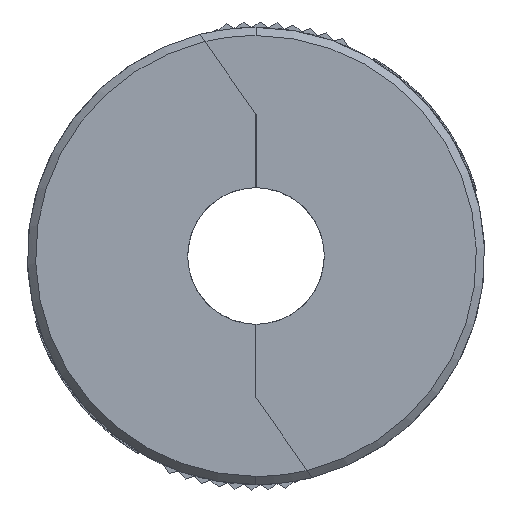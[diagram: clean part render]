
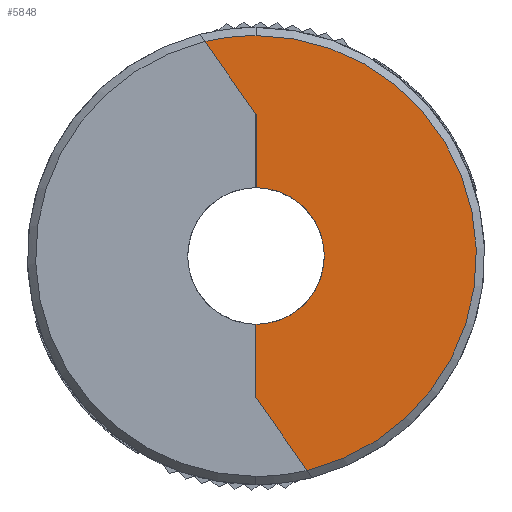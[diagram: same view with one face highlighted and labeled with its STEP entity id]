
A CAD part, left-side view. The second image highlights one B-rep face of the part: STEP entity #5848.
In plain terms, the highlighted planar face has unit normal (-1, 0, 0).
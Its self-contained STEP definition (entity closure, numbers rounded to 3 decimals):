
#1342 = CARTESIAN_POINT ( 'NONE',  ( 0., 0., -12.55 ) ) ;
#2921 = AXIS2_PLACEMENT_3D ( 'NONE', #47778, #11793, #5681 ) ;
#4336 = CARTESIAN_POINT ( 'NONE',  ( 0., 0., 26. ) ) ;
#5681 = DIRECTION ( 'NONE',  ( 0., 0., 1. ) ) ;
#5743 = DIRECTION ( 'NONE',  ( 0., 0., -1. ) ) ;
#5848 = ADVANCED_FACE ( 'NONE', ( #16242 ), #41670, .F. ) ;
#6734 = CIRCLE ( 'NONE', #64182, 40.5 ) ;
#9434 = VERTEX_POINT ( 'NONE', #1342 ) ;
#10839 = LINE ( 'NONE', #15939, #19526 ) ;
#11371 = CIRCLE ( 'NONE', #16826, 40.5 ) ;
#11793 = DIRECTION ( 'NONE',  ( 1., 0., 0. ) ) ;
#12092 = LINE ( 'NONE', #13118, #58222 ) ;
#13118 = CARTESIAN_POINT ( 'NONE',  ( 0., 0., 26. ) ) ;
#13267 = LINE ( 'NONE', #54624, #52934 ) ;
#15939 = CARTESIAN_POINT ( 'NONE',  ( 0., 0., -26. ) ) ;
#16242 = FACE_OUTER_BOUND ( 'NONE', #66490, .T. ) ;
#16826 = AXIS2_PLACEMENT_3D ( 'NONE', #31087, #46729, #26023 ) ;
#18119 = DIRECTION ( 'NONE',  ( 0., 0., 1. ) ) ;
#19526 = VECTOR ( 'NONE', #26442, 1000. ) ;
#21803 = VECTOR ( 'NONE', #5743, 1000. ) ;
#22945 = ORIENTED_EDGE ( 'NONE', *, *, #66396, .T. ) ;
#24063 = EDGE_CURVE ( 'NONE', #9434, #38143, #62703, .T. ) ;
#25060 = EDGE_CURVE ( 'NONE', #43087, #54400, #6734, .T. ) ;
#26023 = DIRECTION ( 'NONE',  ( 0., 0., 1. ) ) ;
#26442 = DIRECTION ( 'NONE',  ( 0., -0.574, -0.819 ) ) ;
#26889 = ORIENTED_EDGE ( 'NONE', *, *, #51420, .T. ) ;
#29076 = CARTESIAN_POINT ( 'NONE',  ( 0., 0., -26. ) ) ;
#30727 = ORIENTED_EDGE ( 'NONE', *, *, #25060, .T. ) ;
#31087 = CARTESIAN_POINT ( 'NONE',  ( 0., 0., 0. ) ) ;
#34368 = CARTESIAN_POINT ( 'NONE',  ( 0., 0., 0. ) ) ;
#34596 = AXIS2_PLACEMENT_3D ( 'NONE', #34368, #55044, #49995 ) ;
#36836 = ORIENTED_EDGE ( 'NONE', *, *, #24063, .F. ) ;
#38143 = VERTEX_POINT ( 'NONE', #55497 ) ;
#38990 = CARTESIAN_POINT ( 'NONE',  ( 0., -9.382, -39.398 ) ) ;
#41670 = PLANE ( 'NONE',  #2921 ) ;
#42291 = EDGE_CURVE ( 'NONE', #9434, #57021, #13267, .T. ) ;
#43087 = VERTEX_POINT ( 'NONE', #64798 ) ;
#43471 = DIRECTION ( 'NONE',  ( 0., 0., -1. ) ) ;
#43886 = CARTESIAN_POINT ( 'NONE',  ( 0., 0., 0. ) ) ;
#46729 = DIRECTION ( 'NONE',  ( -1., 0., 0. ) ) ;
#47778 = CARTESIAN_POINT ( 'NONE',  ( 0., -12.55, 0. ) ) ;
#48530 = LINE ( 'NONE', #53576, #21803 ) ;
#49995 = DIRECTION ( 'NONE',  ( 0., 0., -1. ) ) ;
#51420 = EDGE_CURVE ( 'NONE', #54400, #60485, #12092, .T. ) ;
#52934 = VECTOR ( 'NONE', #43471, 1000. ) ;
#53576 = CARTESIAN_POINT ( 'NONE',  ( 0., 0., -26. ) ) ;
#54123 = ORIENTED_EDGE ( 'NONE', *, *, #55301, .T. ) ;
#54400 = VERTEX_POINT ( 'NONE', #59954 ) ;
#54624 = CARTESIAN_POINT ( 'NONE',  ( 0., 0., 0. ) ) ;
#55044 = DIRECTION ( 'NONE',  ( -1., 0., 0. ) ) ;
#55301 = EDGE_CURVE ( 'NONE', #60263, #43087, #11371, .T. ) ;
#55497 = CARTESIAN_POINT ( 'NONE',  ( 0., 0., 12.55 ) ) ;
#57021 = VERTEX_POINT ( 'NONE', #29076 ) ;
#58222 = VECTOR ( 'NONE', #64341, 1000. ) ;
#59954 = CARTESIAN_POINT ( 'NONE',  ( 0., 9.382, 39.398 ) ) ;
#60263 = VERTEX_POINT ( 'NONE', #38990 ) ;
#60485 = VERTEX_POINT ( 'NONE', #4336 ) ;
#62703 = CIRCLE ( 'NONE', #34596, 12.55 ) ;
#64182 = AXIS2_PLACEMENT_3D ( 'NONE', #43886, #65917, #18119 ) ;
#64341 = DIRECTION ( 'NONE',  ( 0., -0.574, -0.819 ) ) ;
#64606 = ORIENTED_EDGE ( 'NONE', *, *, #65162, .T. ) ;
#64798 = CARTESIAN_POINT ( 'NONE',  ( 0., 0., 40.5 ) ) ;
#65162 = EDGE_CURVE ( 'NONE', #57021, #60263, #10839, .T. ) ;
#65917 = DIRECTION ( 'NONE',  ( -1., 0., 0. ) ) ;
#66396 = EDGE_CURVE ( 'NONE', #60485, #38143, #48530, .T. ) ;
#66490 = EDGE_LOOP ( 'NONE', ( #64606, #54123, #30727, #26889, #22945, #36836, #67001 ) ) ;
#67001 = ORIENTED_EDGE ( 'NONE', *, *, #42291, .T. ) ;
